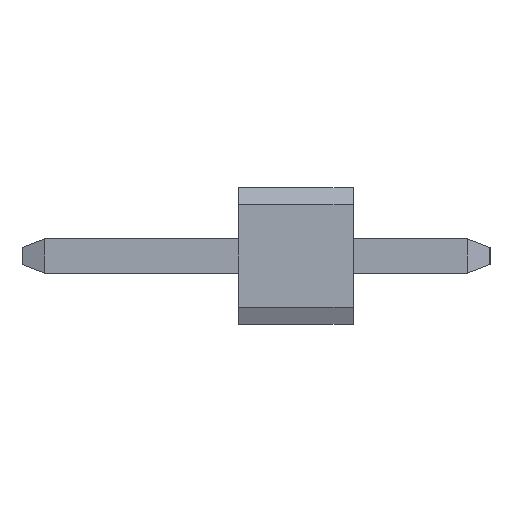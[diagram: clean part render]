
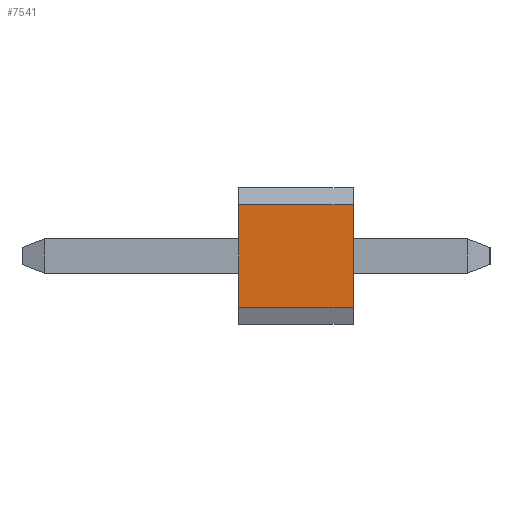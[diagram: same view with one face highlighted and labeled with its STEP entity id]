
A CAD part, left-side view. The second image highlights one B-rep face of the part: STEP entity #7541.
In plain terms, the highlighted planar face has unit normal (-1, 0, 0).
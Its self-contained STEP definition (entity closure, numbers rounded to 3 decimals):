
#3804=CARTESIAN_POINT('',(-0.5,0.,0.45));
#3805=VERTEX_POINT('',#3804);
#3812=CARTESIAN_POINT('',(-0.5,0.,-0.45));
#3813=VERTEX_POINT('',#3812);
#3814=CARTESIAN_POINT('',(-0.5,0.,0.45));
#3815=DIRECTION('',(0.,0.,-1.));
#3816=VECTOR('',#3815,0.9);
#3817=LINE('',#3814,#3816);
#3818=EDGE_CURVE('',#3805,#3813,#3817,.T.);
#4823=CARTESIAN_POINT('',(-0.5,1.,-0.45));
#4824=VERTEX_POINT('',#4823);
#4831=CARTESIAN_POINT('',(-0.5,1.,0.45));
#4832=VERTEX_POINT('',#4831);
#4833=CARTESIAN_POINT('',(-0.5,1.,-0.45));
#4834=DIRECTION('',(0.,0.,1.));
#4835=VECTOR('',#4834,0.9);
#4836=LINE('',#4833,#4835);
#4837=EDGE_CURVE('',#4824,#4832,#4836,.T.);
#7515=CARTESIAN_POINT('',(-0.5,1.,0.45));
#7516=DIRECTION('',(0.,-1.,0.));
#7517=VECTOR('',#7516,1.);
#7518=LINE('',#7515,#7517);
#7519=EDGE_CURVE('',#4832,#3805,#7518,.T.);
#7525=CARTESIAN_POINT('',(-0.5,0.,-0.45));
#7526=DIRECTION('',(0.,0.,1.));
#7527=DIRECTION('',(-1.,0.,0.));
#7528=AXIS2_PLACEMENT_3D('',#7525,#7527,#7526);
#7529=PLANE('',#7528);
#7530=ORIENTED_EDGE('',*,*,#7519,.F.);
#7531=ORIENTED_EDGE('',*,*,#4837,.F.);
#7532=CARTESIAN_POINT('',(-0.5,1.,-0.45));
#7533=DIRECTION('',(0.,-1.,0.));
#7534=VECTOR('',#7533,1.);
#7535=LINE('',#7532,#7534);
#7536=EDGE_CURVE('',#4824,#3813,#7535,.T.);
#7537=ORIENTED_EDGE('',*,*,#7536,.T.);
#7538=ORIENTED_EDGE('',*,*,#3818,.F.);
#7539=EDGE_LOOP('',(#7530,#7531,#7537,#7538));
#7540=FACE_OUTER_BOUND('',#7539,.T.);
#7541=ADVANCED_FACE('',(#7540),#7529,.T.);
